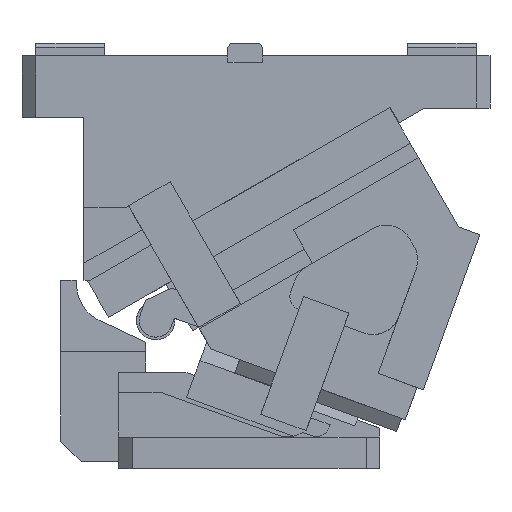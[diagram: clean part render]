
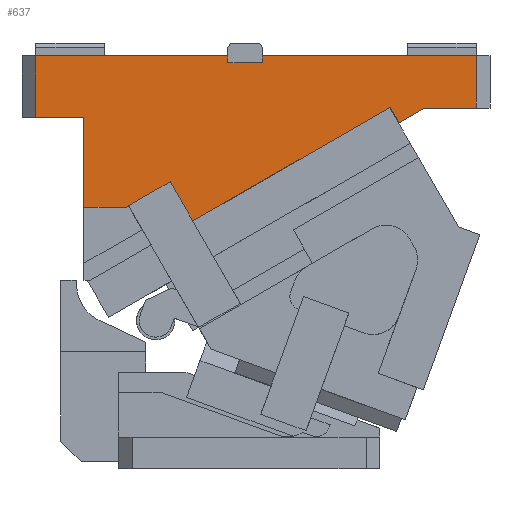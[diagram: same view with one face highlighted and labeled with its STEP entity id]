
A CAD part, front view. The second image highlights one B-rep face of the part: STEP entity #637.
In plain terms, the highlighted planar face has unit normal (0, -1, 0).
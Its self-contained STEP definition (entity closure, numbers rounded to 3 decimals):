
#279=CARTESIAN_POINT('Line Origine',(-42.5,-82.5,255.)) ;
#283=CARTESIAN_POINT('Vertex',(-60.,-82.5,255.)) ;
#285=CARTESIAN_POINT('Vertex',(-25.,-82.5,255.)) ;
#503=CARTESIAN_POINT('Axis2P3D Location',(47.221,-82.5,185.6)) ;
#508=CARTESIAN_POINT('Line Origine',(125.782,-82.5,221.262)) ;
#512=CARTESIAN_POINT('Vertex',(54.119,-82.5,179.887)) ;
#514=CARTESIAN_POINT('Vertex',(197.446,-82.5,262.637)) ;
#517=CARTESIAN_POINT('Line Origine',(200.696,-82.5,257.008)) ;
#521=CARTESIAN_POINT('Vertex',(203.946,-82.5,251.379)) ;
#524=CARTESIAN_POINT('Line Origine',(213.144,-82.5,256.689)) ;
#528=CARTESIAN_POINT('Vertex',(222.342,-82.5,262.)) ;
#531=CARTESIAN_POINT('Line Origine',(241.171,-82.5,262.)) ;
#535=CARTESIAN_POINT('Vertex',(260.,-82.5,262.)) ;
#538=CARTESIAN_POINT('Line Origine',(260.,-82.5,281.)) ;
#542=CARTESIAN_POINT('Vertex',(260.,-82.5,300.)) ;
#545=CARTESIAN_POINT('Line Origine',(182.307,-82.5,300.)) ;
#549=CARTESIAN_POINT('Vertex',(104.613,-82.5,300.)) ;
#552=CARTESIAN_POINT('Line Origine',(104.613,-82.5,297.5)) ;
#556=CARTESIAN_POINT('Vertex',(104.613,-82.5,295.)) ;
#559=CARTESIAN_POINT('Line Origine',(92.113,-82.5,295.)) ;
#563=CARTESIAN_POINT('Vertex',(79.613,-82.5,295.)) ;
#566=CARTESIAN_POINT('Line Origine',(79.613,-82.5,297.5)) ;
#570=CARTESIAN_POINT('Vertex',(79.613,-82.5,300.)) ;
#573=CARTESIAN_POINT('Line Origine',(9.807,-82.5,300.)) ;
#577=CARTESIAN_POINT('Vertex',(-60.,-82.5,300.)) ;
#580=CARTESIAN_POINT('Line Origine',(-60.,-82.5,277.5)) ;
#585=CARTESIAN_POINT('Line Origine',(-25.,-82.5,222.5)) ;
#589=CARTESIAN_POINT('Vertex',(-25.,-82.5,190.)) ;
#592=CARTESIAN_POINT('Line Origine',(-9.683,-82.5,190.)) ;
#596=CARTESIAN_POINT('Vertex',(5.634,-82.5,190.)) ;
#599=CARTESIAN_POINT('Line Origine',(6.471,-82.5,190.483)) ;
#603=CARTESIAN_POINT('Vertex',(7.308,-82.5,190.966)) ;
#606=CARTESIAN_POINT('Line Origine',(22.463,-82.5,199.716)) ;
#610=CARTESIAN_POINT('Vertex',(37.619,-82.5,208.466)) ;
#613=CARTESIAN_POINT('Line Origine',(45.869,-82.5,194.177)) ;
#280=DIRECTION('Vector Direction',(1.,0.,0.)) ;
#504=DIRECTION('Axis2P3D Direction',(0.,-1.,-0.)) ;
#505=DIRECTION('Axis2P3D XDirection',(-1.,0.,0.)) ;
#509=DIRECTION('Vector Direction',(0.866,0.,0.5)) ;
#518=DIRECTION('Vector Direction',(-0.5,0.,0.866)) ;
#525=DIRECTION('Vector Direction',(-0.866,0.,-0.5)) ;
#532=DIRECTION('Vector Direction',(-1.,0.,0.)) ;
#539=DIRECTION('Vector Direction',(0.,0.,-1.)) ;
#546=DIRECTION('Vector Direction',(1.,0.,0.)) ;
#553=DIRECTION('Vector Direction',(0.,0.,-1.)) ;
#560=DIRECTION('Vector Direction',(1.,0.,0.)) ;
#567=DIRECTION('Vector Direction',(0.,0.,-1.)) ;
#574=DIRECTION('Vector Direction',(1.,0.,0.)) ;
#581=DIRECTION('Vector Direction',(0.,0.,1.)) ;
#586=DIRECTION('Vector Direction',(0.,0.,-1.)) ;
#593=DIRECTION('Vector Direction',(-1.,0.,0.)) ;
#600=DIRECTION('Vector Direction',(0.866,0.,0.5)) ;
#607=DIRECTION('Vector Direction',(0.866,0.,0.5)) ;
#614=DIRECTION('Vector Direction',(0.5,0.,-0.866)) ;
#506=AXIS2_PLACEMENT_3D('Plane Axis2P3D',#503,#504,#505) ;
#619=ORIENTED_EDGE('',*,*,#516,.T.) ;
#620=ORIENTED_EDGE('',*,*,#523,.F.) ;
#621=ORIENTED_EDGE('',*,*,#530,.F.) ;
#622=ORIENTED_EDGE('',*,*,#537,.F.) ;
#623=ORIENTED_EDGE('',*,*,#544,.F.) ;
#624=ORIENTED_EDGE('',*,*,#551,.F.) ;
#625=ORIENTED_EDGE('',*,*,#558,.T.) ;
#626=ORIENTED_EDGE('',*,*,#565,.F.) ;
#627=ORIENTED_EDGE('',*,*,#572,.F.) ;
#628=ORIENTED_EDGE('',*,*,#579,.F.) ;
#629=ORIENTED_EDGE('',*,*,#584,.F.) ;
#630=ORIENTED_EDGE('',*,*,#287,.T.) ;
#631=ORIENTED_EDGE('',*,*,#591,.T.) ;
#632=ORIENTED_EDGE('',*,*,#598,.F.) ;
#633=ORIENTED_EDGE('',*,*,#605,.T.) ;
#634=ORIENTED_EDGE('',*,*,#612,.T.) ;
#635=ORIENTED_EDGE('',*,*,#617,.T.) ;
#281=VECTOR('Line Direction',#280,1.) ;
#510=VECTOR('Line Direction',#509,1.) ;
#519=VECTOR('Line Direction',#518,1.) ;
#526=VECTOR('Line Direction',#525,1.) ;
#533=VECTOR('Line Direction',#532,1.) ;
#540=VECTOR('Line Direction',#539,1.) ;
#547=VECTOR('Line Direction',#546,1.) ;
#554=VECTOR('Line Direction',#553,1.) ;
#561=VECTOR('Line Direction',#560,1.) ;
#568=VECTOR('Line Direction',#567,1.) ;
#575=VECTOR('Line Direction',#574,1.) ;
#582=VECTOR('Line Direction',#581,1.) ;
#587=VECTOR('Line Direction',#586,1.) ;
#594=VECTOR('Line Direction',#593,1.) ;
#601=VECTOR('Line Direction',#600,1.) ;
#608=VECTOR('Line Direction',#607,1.) ;
#615=VECTOR('Line Direction',#614,1.) ;
#637=ADVANCED_FACE('CAM HOLDER',(#636),#507,.T.) ;
#287=EDGE_CURVE('',#284,#286,#282,.T.) ;
#516=EDGE_CURVE('',#513,#515,#511,.T.) ;
#523=EDGE_CURVE('',#522,#515,#520,.T.) ;
#530=EDGE_CURVE('',#529,#522,#527,.T.) ;
#537=EDGE_CURVE('',#536,#529,#534,.T.) ;
#544=EDGE_CURVE('',#543,#536,#541,.T.) ;
#551=EDGE_CURVE('',#550,#543,#548,.T.) ;
#558=EDGE_CURVE('',#550,#557,#555,.T.) ;
#565=EDGE_CURVE('',#564,#557,#562,.T.) ;
#572=EDGE_CURVE('',#571,#564,#569,.T.) ;
#579=EDGE_CURVE('',#578,#571,#576,.T.) ;
#584=EDGE_CURVE('',#284,#578,#583,.T.) ;
#591=EDGE_CURVE('',#286,#590,#588,.T.) ;
#598=EDGE_CURVE('',#597,#590,#595,.T.) ;
#605=EDGE_CURVE('',#597,#604,#602,.T.) ;
#612=EDGE_CURVE('',#604,#611,#609,.T.) ;
#617=EDGE_CURVE('',#611,#513,#616,.T.) ;
#618=EDGE_LOOP('',(#619,#620,#621,#622,#623,#624,#625,#626,#627,#628,#629,#630,#631,#632,#633,#634,#635)) ;
#636=FACE_OUTER_BOUND('',#618,.T.) ;
#282=LINE('Line',#279,#281) ;
#511=LINE('Line',#508,#510) ;
#520=LINE('Line',#517,#519) ;
#527=LINE('Line',#524,#526) ;
#534=LINE('Line',#531,#533) ;
#541=LINE('Line',#538,#540) ;
#548=LINE('Line',#545,#547) ;
#555=LINE('Line',#552,#554) ;
#562=LINE('Line',#559,#561) ;
#569=LINE('Line',#566,#568) ;
#576=LINE('Line',#573,#575) ;
#583=LINE('Line',#580,#582) ;
#588=LINE('Line',#585,#587) ;
#595=LINE('Line',#592,#594) ;
#602=LINE('Line',#599,#601) ;
#609=LINE('Line',#606,#608) ;
#616=LINE('Line',#613,#615) ;
#507=PLANE('Plane',#506) ;
#284=VERTEX_POINT('',#283) ;
#286=VERTEX_POINT('',#285) ;
#513=VERTEX_POINT('',#512) ;
#515=VERTEX_POINT('',#514) ;
#522=VERTEX_POINT('',#521) ;
#529=VERTEX_POINT('',#528) ;
#536=VERTEX_POINT('',#535) ;
#543=VERTEX_POINT('',#542) ;
#550=VERTEX_POINT('',#549) ;
#557=VERTEX_POINT('',#556) ;
#564=VERTEX_POINT('',#563) ;
#571=VERTEX_POINT('',#570) ;
#578=VERTEX_POINT('',#577) ;
#590=VERTEX_POINT('',#589) ;
#597=VERTEX_POINT('',#596) ;
#604=VERTEX_POINT('',#603) ;
#611=VERTEX_POINT('',#610) ;
